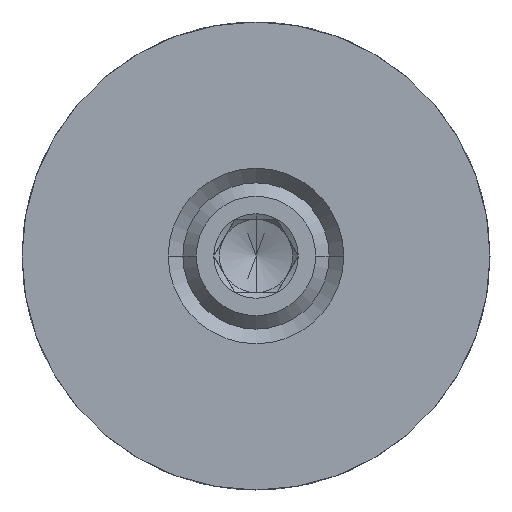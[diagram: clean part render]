
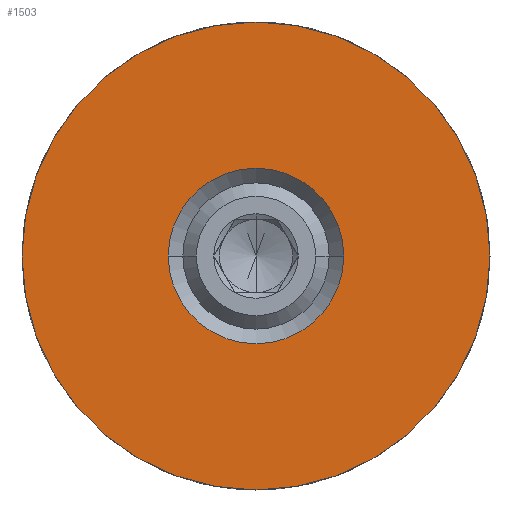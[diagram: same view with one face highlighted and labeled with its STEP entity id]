
A CAD part, front view. The second image highlights one B-rep face of the part: STEP entity #1503.
In plain terms, the highlighted planar face has unit normal (0, -1, 0).
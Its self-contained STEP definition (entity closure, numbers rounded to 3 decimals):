
#71 = ORIENTED_EDGE ( 'NONE', *, *, #1221, .F. ) ;
#153 = DIRECTION ( 'NONE',  ( 0., 1., 0. ) ) ;
#165 = DIRECTION ( 'NONE',  ( -1., 0., 0. ) ) ;
#190 = ORIENTED_EDGE ( 'NONE', *, *, #1279, .F. ) ;
#239 = CARTESIAN_POINT ( 'NONE',  ( 0., 0., 0. ) ) ;
#253 = CARTESIAN_POINT ( 'NONE',  ( 0., 0., 0. ) ) ;
#310 = ORIENTED_EDGE ( 'NONE', *, *, #1453, .T. ) ;
#346 = CIRCLE ( 'NONE', #1435, 16. ) ;
#348 = CARTESIAN_POINT ( 'NONE',  ( 0., 0., 0. ) ) ;
#390 = AXIS2_PLACEMENT_3D ( 'NONE', #884, #153, #165 ) ;
#414 = DIRECTION ( 'NONE',  ( 1., 0., 0. ) ) ;
#458 = DIRECTION ( 'NONE',  ( 1., 0., 0. ) ) ;
#660 = DIRECTION ( 'NONE',  ( 0., -1., 0. ) ) ;
#669 = DIRECTION ( 'NONE',  ( 0., -1., 0. ) ) ;
#831 = EDGE_LOOP ( 'NONE', ( #71, #190 ) ) ;
#837 = CARTESIAN_POINT ( 'NONE',  ( 0., 0., 0. ) ) ;
#839 = AXIS2_PLACEMENT_3D ( 'NONE', #253, #669, #1544 ) ;
#884 = CARTESIAN_POINT ( 'NONE',  ( -16., 0., 0. ) ) ;
#1026 = CIRCLE ( 'NONE', #2002, 6. ) ;
#1074 = DIRECTION ( 'NONE',  ( 0., -1., 0. ) ) ;
#1090 = CARTESIAN_POINT ( 'NONE',  ( -6., 0., 0. ) ) ;
#1104 = CIRCLE ( 'NONE', #1394, 16. ) ;
#1148 = CARTESIAN_POINT ( 'NONE',  ( 16., 0., 0. ) ) ;
#1221 = EDGE_CURVE ( 'NONE', #1393, #2155, #1583, .T. ) ;
#1279 = EDGE_CURVE ( 'NONE', #2155, #1393, #1026, .T. ) ;
#1286 = FACE_OUTER_BOUND ( 'NONE', #2006, .T. ) ;
#1332 = ORIENTED_EDGE ( 'NONE', *, *, #1423, .T. ) ;
#1393 = VERTEX_POINT ( 'NONE', #1580 ) ;
#1394 = AXIS2_PLACEMENT_3D ( 'NONE', #348, #1074, #2154 ) ;
#1423 = EDGE_CURVE ( 'NONE', #2029, #2183, #1104, .T. ) ;
#1435 = AXIS2_PLACEMENT_3D ( 'NONE', #239, #1646, #414 ) ;
#1453 = EDGE_CURVE ( 'NONE', #2183, #2029, #346, .T. ) ;
#1468 = FACE_BOUND ( 'NONE', #831, .T. ) ;
#1503 = ADVANCED_FACE ( 'NONE', ( #1468, #1286 ), #2008, .F. ) ;
#1544 = DIRECTION ( 'NONE',  ( 1., 0., 0. ) ) ;
#1580 = CARTESIAN_POINT ( 'NONE',  ( 6., 0., 0. ) ) ;
#1583 = CIRCLE ( 'NONE', #839, 6. ) ;
#1646 = DIRECTION ( 'NONE',  ( 0., -1., 0. ) ) ;
#1862 = CARTESIAN_POINT ( 'NONE',  ( -16., 0., 0. ) ) ;
#2002 = AXIS2_PLACEMENT_3D ( 'NONE', #837, #660, #458 ) ;
#2006 = EDGE_LOOP ( 'NONE', ( #310, #1332 ) ) ;
#2008 = PLANE ( 'NONE',  #390 ) ;
#2029 = VERTEX_POINT ( 'NONE', #1862 ) ;
#2154 = DIRECTION ( 'NONE',  ( 1., 0., 0. ) ) ;
#2155 = VERTEX_POINT ( 'NONE', #1090 ) ;
#2183 = VERTEX_POINT ( 'NONE', #1148 ) ;
